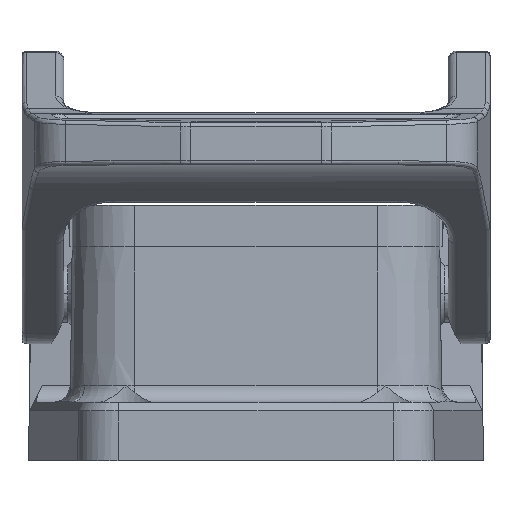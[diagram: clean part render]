
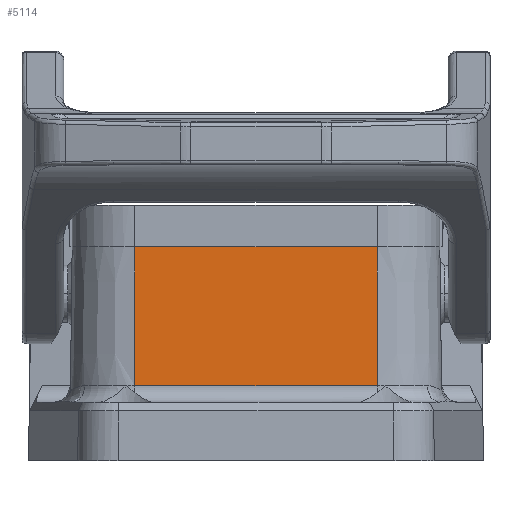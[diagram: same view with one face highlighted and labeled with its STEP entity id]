
A CAD part, front view. The second image highlights one B-rep face of the part: STEP entity #5114.
In plain terms, the highlighted planar face has unit normal (0, -1, 0.012).
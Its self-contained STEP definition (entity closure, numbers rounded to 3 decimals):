
#5087=AXIS2_PLACEMENT_3D('Plane Axis2P3D',#5084,#5085,#5086) ;
#3008=CARTESIAN_POINT('Line Origine',(42.5,-30521.752,-2499480.898)) ;
#3012=CARTESIAN_POINT('Vertex',(42.5,16.797,8.976)) ;
#3014=CARTESIAN_POINT('Vertex',(42.5,17.,25.6)) ;
#5084=CARTESIAN_POINT('Axis2P3D Location',(28.,17.,25.6)) ;
#5089=CARTESIAN_POINT('Line Origine',(13.5,16.898,17.288)) ;
#5093=CARTESIAN_POINT('Vertex',(13.5,17.,25.6)) ;
#5095=CARTESIAN_POINT('Vertex',(13.5,16.797,8.976)) ;
#5098=CARTESIAN_POINT('Line Origine',(28.,16.797,8.976)) ;
#5103=CARTESIAN_POINT('Line Origine',(28.,17.,25.6)) ;
#3009=DIRECTION('Vector Direction',(0.,-0.012,-1.)) ;
#5085=DIRECTION('Axis2P3D Direction',(0.,-1.,0.012)) ;
#5086=DIRECTION('Axis2P3D XDirection',(0.,-0.012,-1.)) ;
#5090=DIRECTION('Vector Direction',(0.,-0.012,-1.)) ;
#5099=DIRECTION('Vector Direction',(1.,0.,0.)) ;
#5104=DIRECTION('Vector Direction',(-1.,0.,0.)) ;
#3010=VECTOR('Line Direction',#3009,1.) ;
#5091=VECTOR('Line Direction',#5090,1.) ;
#5100=VECTOR('Line Direction',#5099,1.) ;
#5105=VECTOR('Line Direction',#5104,1.) ;
#5109=ORIENTED_EDGE('',*,*,#5097,.T.) ;
#5110=ORIENTED_EDGE('',*,*,#5102,.T.) ;
#5111=ORIENTED_EDGE('',*,*,#3016,.T.) ;
#5112=ORIENTED_EDGE('',*,*,#5107,.T.) ;
#5114=ADVANCED_FACE('HDC_10B_ABU_BP.1',(#5113),#5088,.T.) ;
#3016=EDGE_CURVE('',#3013,#3015,#3011,.F.) ;
#5097=EDGE_CURVE('',#5094,#5096,#5092,.T.) ;
#5102=EDGE_CURVE('',#5096,#3013,#5101,.T.) ;
#5107=EDGE_CURVE('',#3015,#5094,#5106,.T.) ;
#5108=EDGE_LOOP('',(#5109,#5110,#5111,#5112)) ;
#5113=FACE_OUTER_BOUND('',#5108,.T.) ;
#3011=LINE('Line',#3008,#3010) ;
#5092=LINE('Line',#5089,#5091) ;
#5101=LINE('Line',#5098,#5100) ;
#5106=LINE('Line',#5103,#5105) ;
#5088=PLANE('',#5087) ;
#3013=VERTEX_POINT('',#3012) ;
#3015=VERTEX_POINT('',#3014) ;
#5094=VERTEX_POINT('',#5093) ;
#5096=VERTEX_POINT('',#5095) ;
